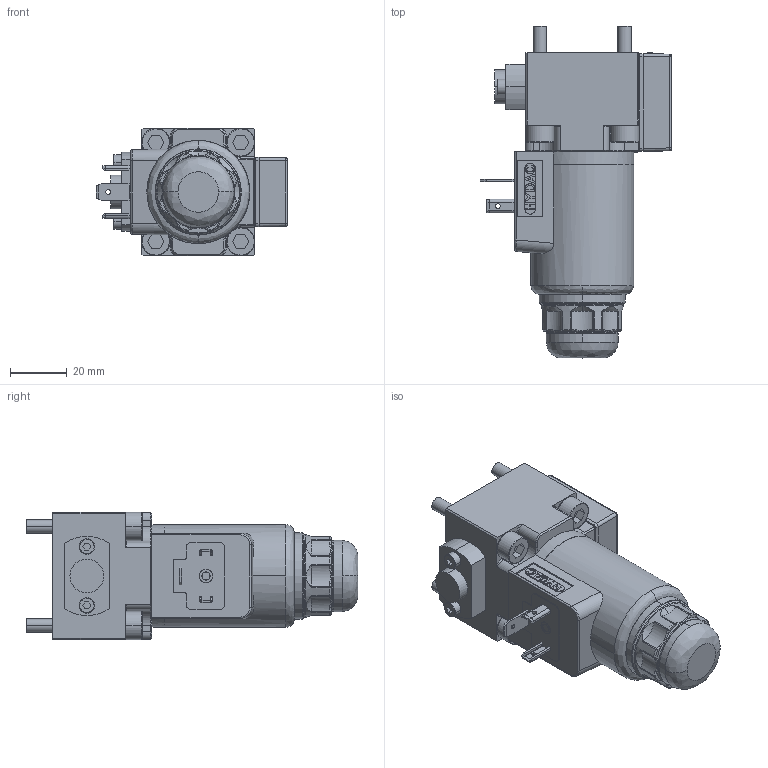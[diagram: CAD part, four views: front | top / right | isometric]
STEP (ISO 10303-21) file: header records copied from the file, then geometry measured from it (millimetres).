
FILE_DESCRIPTION (( 'STEP AP214' ), '1' );
FILE_NAME ('WVH-4B-3-2.STEP', '2023-07-07T12:01:53', ( '' ), ( '' ), 'SwSTEP 2.0', 'SolidWorks 2022', '' );
FILE_SCHEMA (( 'AUTOMOTIVE_DESIGN' ));
Length unit declared in the file: millimetre
Products named in the file (1): WVH-4B-3-2
Bounding box: 67.8 x 117.3 x 45 mm (x, y, z)
Volume: 147259.4 mm3; surface area: 23780.6 mm2
Topology: 1 solids, 23 shells, 1139 faces, 2798 edges, 1766 vertices
Faces by surface type: plane 617, bspline 263, cylinder 197, cone 62
Entity records: 49578 total; most frequent: CARTESIAN_POINT 13391, ORIENTED_EDGE 5552, DIRECTION 4715, EDGE_CURVE 2776, VERTEX_POINT 1766, LINE 1697, VECTOR 1697, AXIS2_PLACEMENT_3D 1509
